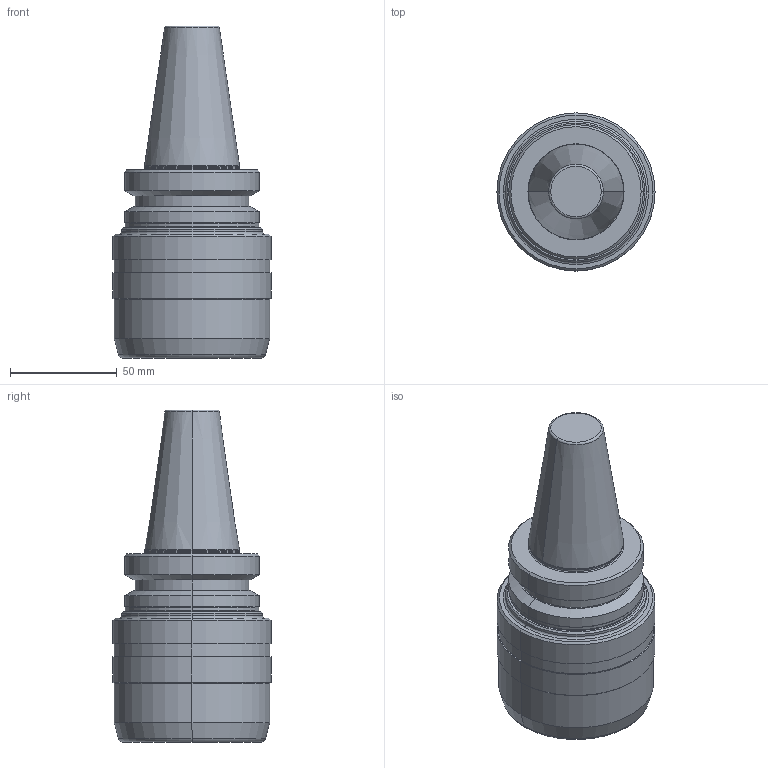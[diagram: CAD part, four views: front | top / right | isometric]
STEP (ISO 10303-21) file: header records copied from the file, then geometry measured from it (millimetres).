
FILE_DESCRIPTION (( 'STEP AP203' ), '1' );
FILE_NAME ('BT40 C32 090 AD-6.3G 15000 SL.STEP', '2019-05-28T09:22:38', ( '' ), ( '' ), 'SwSTEP 2.0', 'SolidWorks 2014', '' );
FILE_SCHEMA (( 'CONFIG_CONTROL_DESIGN' ));
Length unit declared in the file: millimetre
Products named in the file (1): BT40 C32 090 AD-6.3G 15000 SL
Bounding box: 74 x 74 x 155.4 mm (x, y, z)
Volume: 396960.8 mm3; surface area: 34531.6 mm2
Topology: 1 solids, 1 shells, 61 faces, 120 edges, 68 vertices
Faces by surface type: cone 20, cylinder 20, torus 12, plane 9
Entity records: 1643 total; most frequent: DIRECTION 324, CARTESIAN_POINT 250, ORIENTED_EDGE 240, AXIS2_PLACEMENT_3D 142, EDGE_CURVE 120, CIRCLE 80, VERTEX_POINT 68, EDGE_LOOP 68
